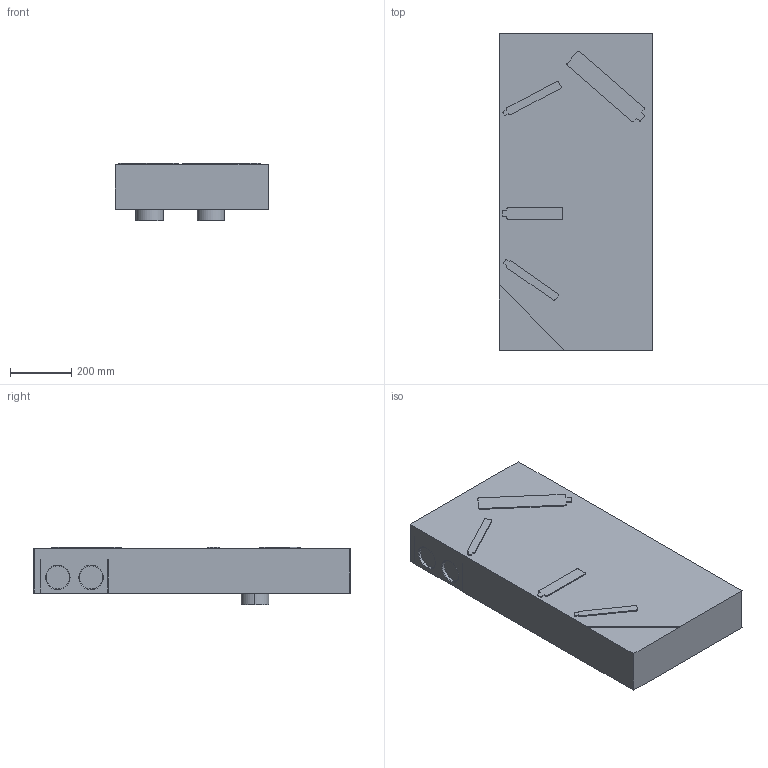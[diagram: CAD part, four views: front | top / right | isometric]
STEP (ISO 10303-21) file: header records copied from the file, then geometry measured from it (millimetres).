
FILE_DESCRIPTION(('Creo Elements/Direct Modeling STEP Export'),'2;1');
FILE_NAME('WS-75-Powerbox-H_vereinfacht.stp','2020-06-30T 9:46:24',(''),(''),'PTC Creo Elements/Direct Modeling STEP processor for AP214 (Solid Model)','PTC Creo Elements/Direct Modeling 19.0C 15-Aug-2015 (C) Parametric Technology GmbH','');
FILE_SCHEMA(('AUTOMOTIVE_DESIGN { 1 0 10303 214 1 1 1 1 }'));
Length unit declared in the file: millimetre
Products named in the file (1): Innengehaeuse_WS-75-H
Bounding box: 503 x 1035 x 188.6 mm (x, y, z)
Volume: 76319620 mm3; surface area: 1595040.3 mm2
Topology: 1 solids, 1 shells, 195 faces, 528 edges, 358 vertices
Faces by surface type: plane 109, cylinder 42, extrusion 24, torus 20
Entity records: 7418 total; most frequent: CARTESIAN_POINT 2824, ORIENTED_EDGE 1056, DIRECTION 796, EDGE_CURVE 528, VERTEX_POINT 358, VECTOR 332, LINE 308, AXIS2_PLACEMENT_3D 232
